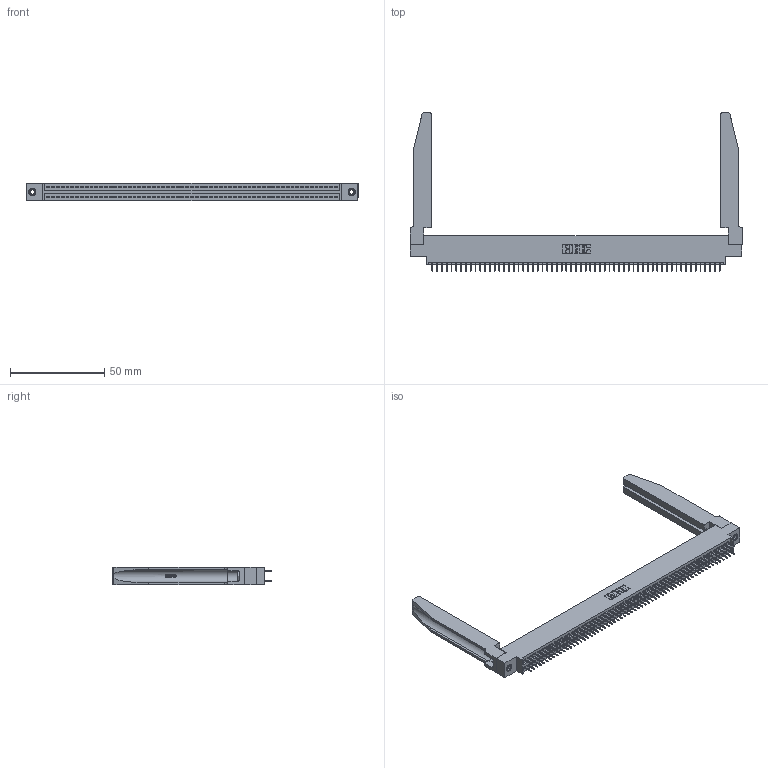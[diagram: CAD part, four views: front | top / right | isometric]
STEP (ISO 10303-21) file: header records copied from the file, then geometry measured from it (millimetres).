
FILE_DESCRIPTION (( 'STEP AP203' ), '1' );
FILE_NAME ('345-122-525-878.STEP', '2020-09-22T11:49:04', ( '' ), ( '' ), 'SwSTEP 2.0', 'SolidWorks 2020', '' );
FILE_SCHEMA (( 'CONFIG_CONTROL_DESIGN' ));
Length unit declared in the file: inch
Products named in the file (5): 345-122-525-878; 345 Part_0.170 Offset - 0.156 Dia-TH; 345-250-001_345-250-001-102; 345-292-001_345-293-125; 345-220-078_345-220-078
Assembly tree (127 placements, depth 2):
  345-122-525-878
    345 Part_0.170 Offset - 0.156 Dia-TH
    345-292-001_345-293-125  x122
    345-250-001_345-250-001-102  x2
    345-220-078_345-220-078  x2
Bounding box: 176.17 x 84 x 9.4 mm (x, y, z)
Volume: 24746.4 mm3; surface area: 31838.1 mm2
Topology: 127 solids, 127 shells, 6952 faces, 19627 edges, 12586 vertices
Faces by surface type: plane 4984, cylinder 1916, bspline 36, cone 12, torus 4
Entity records: 50250 total; most frequent: CARTESIAN_POINT 9323, ORIENTED_EDGE 8154, DIRECTION 7191, EDGE_CURVE 4077, LINE 3611, VECTOR 3611, VERTEX_POINT 2708, AXIS2_PLACEMENT_3D 1790
